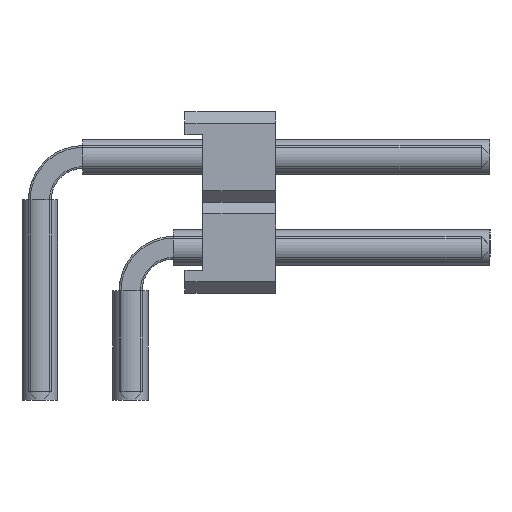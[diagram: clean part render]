
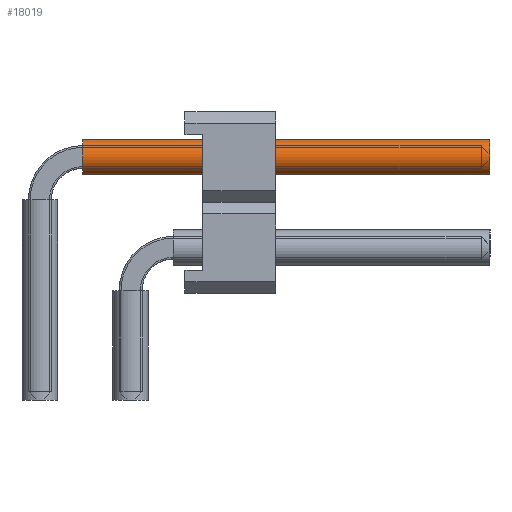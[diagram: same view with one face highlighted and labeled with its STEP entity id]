
A CAD part, left-side view. The second image highlights one B-rep face of the part: STEP entity #18019.
In plain terms, the highlighted cylindrical face has radius 0.5 mm (diameter 1 mm), a full revolution.
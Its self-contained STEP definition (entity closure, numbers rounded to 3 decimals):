
#9900=ORIENTED_EDGE('',*,*,#12472,.F.);
#9901=ORIENTED_EDGE('',*,*,#12473,.T.);
#12472=EDGE_CURVE('',#14184,#14184,#14800,.T.);
#12473=EDGE_CURVE('',#14185,#14185,#14801,.T.);
#14184=VERTEX_POINT('',#29941);
#14185=VERTEX_POINT('',#29943);
#14800=CIRCLE('',#19606,0.5);
#14801=CIRCLE('',#19607,0.5);
#15818=EDGE_LOOP('',(#9900));
#15819=EDGE_LOOP('',(#9901));
#16836=FACE_BOUND('',#15818,.T.);
#16837=FACE_BOUND('',#15819,.T.);
#17149=CYLINDRICAL_SURFACE('',#19605,0.5);
#18019=ADVANCED_FACE('',(#16836,#16837),#17149,.F.);
#19605=AXIS2_PLACEMENT_3D('',#29939,#24640,#24641);
#19606=AXIS2_PLACEMENT_3D('',#29940,#24642,#24643);
#19607=AXIS2_PLACEMENT_3D('',#29942,#24644,#24645);
#24640=DIRECTION('',(1.,0.,0.));
#24641=DIRECTION('',(0.,0.,-1.));
#24642=DIRECTION('',(-1.,0.,0.));
#24643=DIRECTION('',(0.,0.,1.));
#24644=DIRECTION('',(-1.,0.,0.));
#24645=DIRECTION('',(0.,0.,1.));
#29939=CARTESIAN_POINT('',(1.2,0.,6.81));
#29940=CARTESIAN_POINT('',(12.6,0.,6.81));
#29941=CARTESIAN_POINT('',(12.6,0.,7.31));
#29942=CARTESIAN_POINT('',(1.2,0.,6.81));
#29943=CARTESIAN_POINT('',(1.2,0.,7.31));
